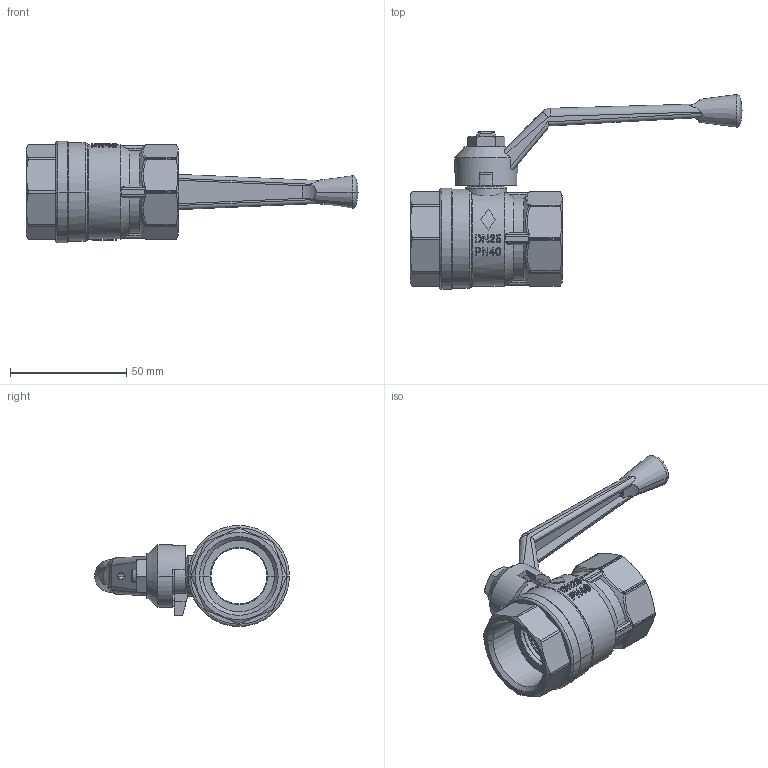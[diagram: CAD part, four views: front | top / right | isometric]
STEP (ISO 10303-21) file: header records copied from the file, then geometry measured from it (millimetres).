
FILE_DESCRIPTION(('Creo Elements/Direct Modeling STEP Export'),'2;1');
FILE_NAME('1500060000.stp','2021-04-30T13:52:03',(''),(''),'Creo Elements/Direct Modeling STEP processor for AP214 (Solid Model)','Creo Elements/Direct Modeling 20.1D 10-Oct-2020 (C) Parametric Technology GmbH','');
FILE_SCHEMA(('AUTOMOTIVE_DESIGN { 1 0 10303 214 1 1 1 1 }'));
Length unit declared in the file: millimetre
Products named in the file (2): 1500060000
Assembly tree (1 placements, depth 2):
  1500060000
    1500060000
Bounding box: 142.75 x 83.8 x 43.5 mm (x, y, z)
Volume: 58612.7 mm3; surface area: 24446.8 mm2
Topology: 1 solids, 1 shells, 630 faces, 1714 edges, 1110 vertices
Faces by surface type: plane 385, cylinder 120, cone 62, bspline 42, torus 19, sphere 2
Entity records: 30169 total; most frequent: CARTESIAN_POINT 13726, ORIENTED_EDGE 3420, DIRECTION 3022, EDGE_CURVE 1710, AXIS2_PLACEMENT_3D 1171, VERTEX_POINT 1110, VECTOR 680, LINE 680
